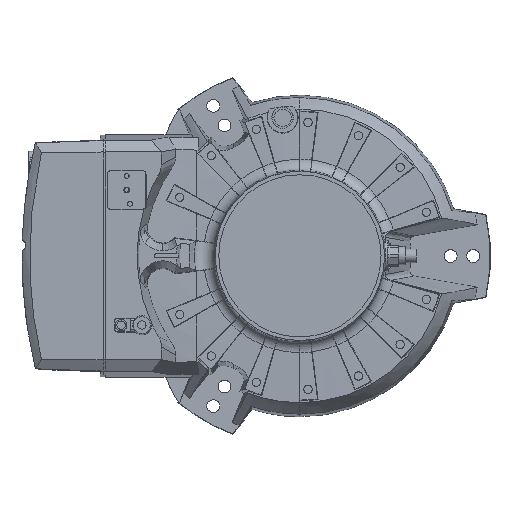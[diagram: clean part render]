
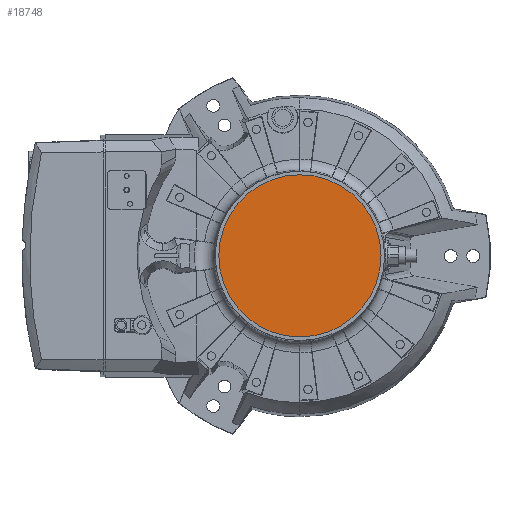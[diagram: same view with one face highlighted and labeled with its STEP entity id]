
A CAD part, top view. The second image highlights one B-rep face of the part: STEP entity #18748.
In plain terms, the highlighted planar face has unit normal (0, 0, 1).
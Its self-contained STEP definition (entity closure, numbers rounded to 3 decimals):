
#1046 = CIRCLE ( 'NONE', #24057, 117. ) ;
#1362 = CARTESIAN_POINT ( 'NONE',  ( -117., 0., 159.5 ) ) ;
#2029 = VERTEX_POINT ( 'NONE', #1362 ) ;
#3690 = ORIENTED_EDGE ( 'NONE', *, *, #17315, .T. ) ;
#4300 = DIRECTION ( 'NONE',  ( 0., 0., 1. ) ) ;
#4326 = CARTESIAN_POINT ( 'NONE',  ( 0., 0., 159.5 ) ) ;
#4771 = DIRECTION ( 'NONE',  ( 1., 0., 0. ) ) ;
#4775 = DIRECTION ( 'NONE',  ( 0., 0., -1. ) ) ;
#5188 = PLANE ( 'NONE',  #8486 ) ;
#5300 = ORIENTED_EDGE ( 'NONE', *, *, #10176, .T. ) ;
#6017 = DIRECTION ( 'NONE',  ( -1., 0., 0. ) ) ;
#6830 = DIRECTION ( 'NONE',  ( 0., 0., 1. ) ) ;
#7521 = DIRECTION ( 'NONE',  ( -1., 0., 0. ) ) ;
#8486 = AXIS2_PLACEMENT_3D ( 'NONE', #14383, #4775, #4771 ) ;
#10017 = AXIS2_PLACEMENT_3D ( 'NONE', #10088, #6830, #7521 ) ;
#10088 = CARTESIAN_POINT ( 'NONE',  ( 0., 0., 159.5 ) ) ;
#10176 = EDGE_CURVE ( 'NONE', #2029, #15124, #1046, .T. ) ;
#12870 = CARTESIAN_POINT ( 'NONE',  ( 117., 0., 159.5 ) ) ;
#14383 = CARTESIAN_POINT ( 'NONE',  ( -116.2, 0., 159.5 ) ) ;
#15124 = VERTEX_POINT ( 'NONE', #12870 ) ;
#17315 = EDGE_CURVE ( 'NONE', #15124, #2029, #21126, .T. ) ;
#18748 = ADVANCED_FACE ( 'NONE', ( #20856 ), #5188, .F. ) ;
#20558 = EDGE_LOOP ( 'NONE', ( #5300, #3690 ) ) ;
#20856 = FACE_OUTER_BOUND ( 'NONE', #20558, .T. ) ;
#21126 = CIRCLE ( 'NONE', #10017, 117. ) ;
#24057 = AXIS2_PLACEMENT_3D ( 'NONE', #4326, #4300, #6017 ) ;
